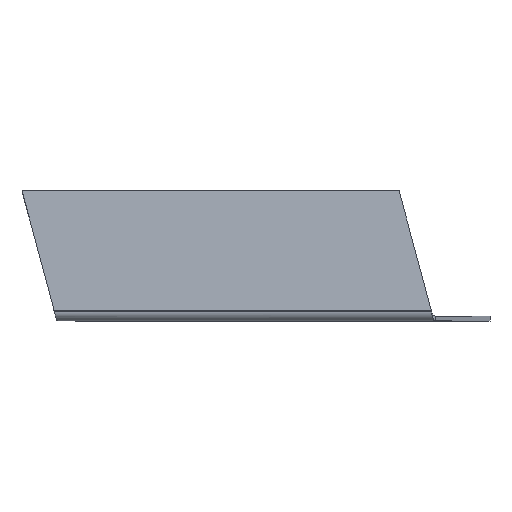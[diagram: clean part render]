
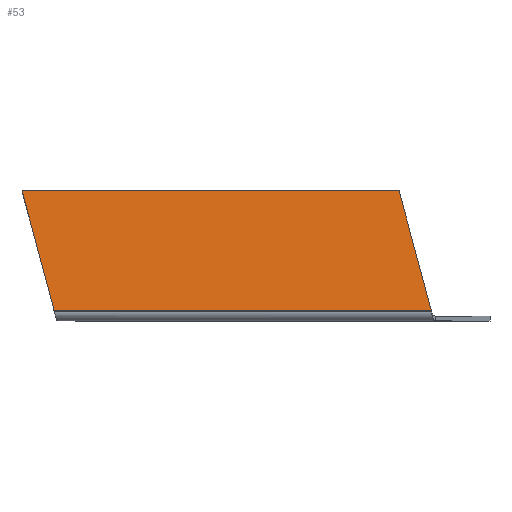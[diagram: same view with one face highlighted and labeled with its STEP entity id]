
A CAD part, top view. The second image highlights one B-rep face of the part: STEP entity #53.
In plain terms, the highlighted planar face has unit normal (0, 0.107, 0.994).
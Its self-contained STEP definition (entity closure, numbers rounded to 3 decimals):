
#2 = CARTESIAN_POINT ( 'NONE',  ( 0., 0.897, 20.642 ) ) ;
#4 = VERTEX_POINT ( 'NONE', #74 ) ;
#20 = EDGE_LOOP ( 'NONE', ( #575, #158, #585, #388 ) ) ;
#29 = PLANE ( 'NONE',  #450 ) ;
#35 = DIRECTION ( 'NONE',  ( 0., 0.107, 0.994 ) ) ;
#47 = CARTESIAN_POINT ( 'NONE',  ( 50.662, 0.897, 20.642 ) ) ;
#53 = ADVANCED_FACE ( 'NONE', ( #447 ), #29, .T. ) ;
#74 = CARTESIAN_POINT ( 'NONE',  ( -9.338, 0.897, 20.642 ) ) ;
#83 = CARTESIAN_POINT ( 'NONE',  ( 50.89, 0.054, 20.733 ) ) ;
#140 = EDGE_CURVE ( 'NONE', #548, #384, #509, .T. ) ;
#156 = VECTOR ( 'NONE', #518, 1000. ) ;
#158 = ORIENTED_EDGE ( 'NONE', *, *, #191, .T. ) ;
#179 = DIRECTION ( 'NONE',  ( 0.259, -0.96, 0.104 ) ) ;
#190 = DIRECTION ( 'NONE',  ( 1., 0., 0. ) ) ;
#191 = EDGE_CURVE ( 'NONE', #532, #548, #464, .T. ) ;
#213 = CARTESIAN_POINT ( 'NONE',  ( 0., -19.831, 22.878 ) ) ;
#227 = DIRECTION ( 'NONE',  ( -0.259, 0.96, -0.104 ) ) ;
#256 = CARTESIAN_POINT ( 'NONE',  ( -14.469, 19.939, 18.587 ) ) ;
#284 = VECTOR ( 'NONE', #190, 1000. ) ;
#305 = CARTESIAN_POINT ( 'NONE',  ( -9.11, 0.054, 20.733 ) ) ;
#319 = CARTESIAN_POINT ( 'NONE',  ( 45.531, 19.939, 18.587 ) ) ;
#324 = CARTESIAN_POINT ( 'NONE',  ( -14.469, 19.939, 18.587 ) ) ;
#351 = EDGE_CURVE ( 'NONE', #4, #532, #496, .T. ) ;
#356 = DIRECTION ( 'NONE',  ( 0., 0.994, -0.107 ) ) ;
#359 = VECTOR ( 'NONE', #227, 1000. ) ;
#384 = VERTEX_POINT ( 'NONE', #256 ) ;
#388 = ORIENTED_EDGE ( 'NONE', *, *, #406, .T. ) ;
#406 = EDGE_CURVE ( 'NONE', #384, #4, #598, .T. ) ;
#447 = FACE_OUTER_BOUND ( 'NONE', #20, .T. ) ;
#450 = AXIS2_PLACEMENT_3D ( 'NONE', #213, #35, #356 ) ;
#464 = LINE ( 'NONE', #83, #359 ) ;
#475 = VECTOR ( 'NONE', #179, 1000. ) ;
#496 = LINE ( 'NONE', #2, #284 ) ;
#509 = LINE ( 'NONE', #324, #156 ) ;
#518 = DIRECTION ( 'NONE',  ( -1., 0., 0. ) ) ;
#532 = VERTEX_POINT ( 'NONE', #47 ) ;
#548 = VERTEX_POINT ( 'NONE', #319 ) ;
#575 = ORIENTED_EDGE ( 'NONE', *, *, #351, .T. ) ;
#585 = ORIENTED_EDGE ( 'NONE', *, *, #140, .T. ) ;
#598 = LINE ( 'NONE', #305, #475 ) ;
